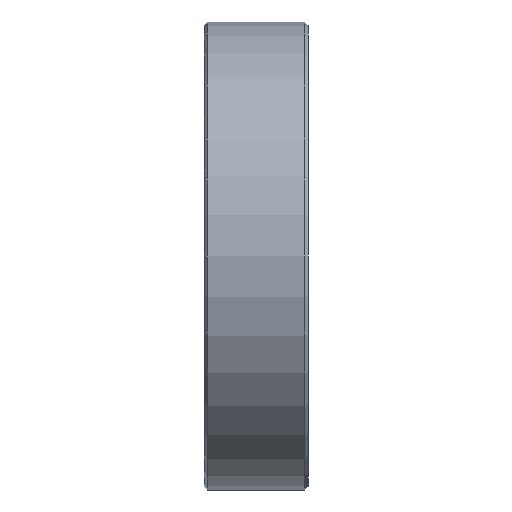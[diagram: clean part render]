
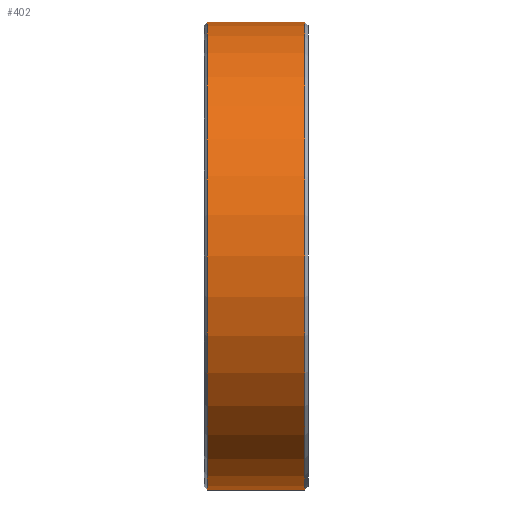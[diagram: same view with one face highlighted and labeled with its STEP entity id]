
A CAD part, left-side view. The second image highlights one B-rep face of the part: STEP entity #402.
In plain terms, the highlighted cylindrical face has radius 36 mm (diameter 72 mm), a partial arc.
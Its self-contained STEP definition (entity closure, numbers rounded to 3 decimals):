
#5 = CARTESIAN_POINT ( 'NONE',  ( 0., 15.5, -36. ) ) ;
#11 = VERTEX_POINT ( 'NONE', #225 ) ;
#22 = VERTEX_POINT ( 'NONE', #472 ) ;
#28 = CIRCLE ( 'NONE', #279, 36. ) ;
#56 = CARTESIAN_POINT ( 'NONE',  ( 0., 0.5, 0. ) ) ;
#99 = ORIENTED_EDGE ( 'NONE', *, *, #113, .T. ) ;
#113 = EDGE_CURVE ( 'NONE', #171, #22, #28, .T. ) ;
#154 = DIRECTION ( 'NONE',  ( 0., -1., 0. ) ) ;
#157 = CARTESIAN_POINT ( 'NONE',  ( 0., 16., 36. ) ) ;
#171 = VERTEX_POINT ( 'NONE', #457 ) ;
#181 = DIRECTION ( 'NONE',  ( 0., 1., 0. ) ) ;
#185 = VECTOR ( 'NONE', #527, 1000. ) ;
#192 = VERTEX_POINT ( 'NONE', #5 ) ;
#207 = ORIENTED_EDGE ( 'NONE', *, *, #432, .T. ) ;
#225 = CARTESIAN_POINT ( 'NONE',  ( 0., 15.5, 36. ) ) ;
#247 = DIRECTION ( 'NONE',  ( 0., -1., 0. ) ) ;
#254 = CARTESIAN_POINT ( 'NONE',  ( 0., 16., -36. ) ) ;
#279 = AXIS2_PLACEMENT_3D ( 'NONE', #56, #181, #377 ) ;
#288 = CARTESIAN_POINT ( 'NONE',  ( 0., 15.5, 0. ) ) ;
#298 = ORIENTED_EDGE ( 'NONE', *, *, #413, .F. ) ;
#311 = VECTOR ( 'NONE', #484, 1000. ) ;
#324 = DIRECTION ( 'NONE',  ( 0., 0., -1. ) ) ;
#353 = AXIS2_PLACEMENT_3D ( 'NONE', #439, #154, #324 ) ;
#369 = LINE ( 'NONE', #254, #185 ) ;
#377 = DIRECTION ( 'NONE',  ( 0., 0., 1. ) ) ;
#391 = EDGE_LOOP ( 'NONE', ( #298, #207, #393, #99 ) ) ;
#393 = ORIENTED_EDGE ( 'NONE', *, *, #476, .T. ) ;
#399 = LINE ( 'NONE', #157, #311 ) ;
#402 = ADVANCED_FACE ( 'NONE', ( #525 ), #517, .T. ) ;
#413 = EDGE_CURVE ( 'NONE', #11, #22, #399, .T. ) ;
#414 = DIRECTION ( 'NONE',  ( 0., 0., 1. ) ) ;
#432 = EDGE_CURVE ( 'NONE', #11, #192, #475, .T. ) ;
#439 = CARTESIAN_POINT ( 'NONE',  ( 0., 16., 0. ) ) ;
#451 = AXIS2_PLACEMENT_3D ( 'NONE', #288, #247, #414 ) ;
#457 = CARTESIAN_POINT ( 'NONE',  ( 0., 0.5, -36. ) ) ;
#472 = CARTESIAN_POINT ( 'NONE',  ( 0., 0.5, 36. ) ) ;
#475 = CIRCLE ( 'NONE', #451, 36. ) ;
#476 = EDGE_CURVE ( 'NONE', #192, #171, #369, .T. ) ;
#484 = DIRECTION ( 'NONE',  ( 0., -1., 0. ) ) ;
#517 = CYLINDRICAL_SURFACE ( 'NONE', #353, 36. ) ;
#525 = FACE_OUTER_BOUND ( 'NONE', #391, .T. ) ;
#527 = DIRECTION ( 'NONE',  ( 0., -1., 0. ) ) ;
